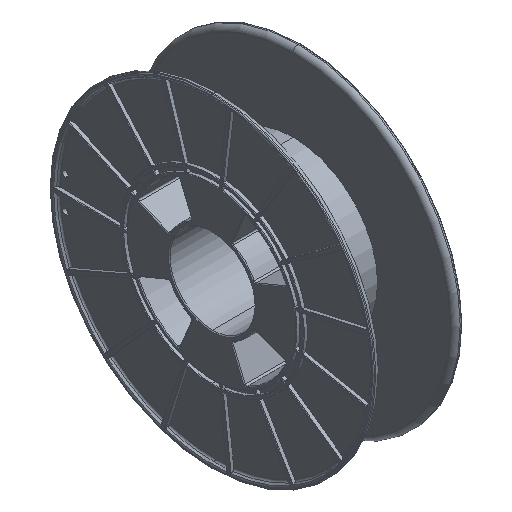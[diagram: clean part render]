
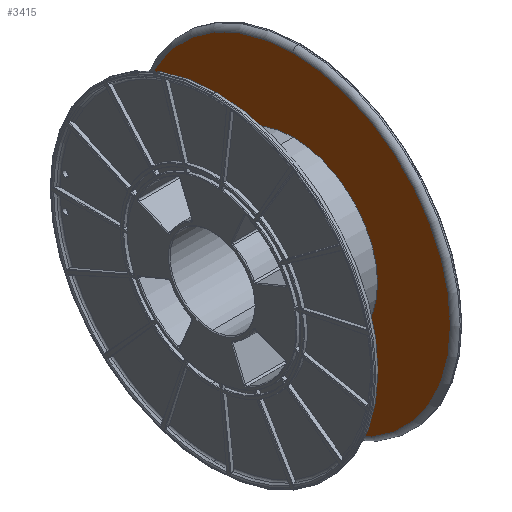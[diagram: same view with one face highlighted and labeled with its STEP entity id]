
A CAD part, isometric view. The second image highlights one B-rep face of the part: STEP entity #3415.
In plain terms, the highlighted planar face has unit normal (-1, 0, 0).
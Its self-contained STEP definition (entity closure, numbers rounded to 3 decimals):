
#13 = AXIS2_PLACEMENT_3D ( 'NONE', #18853, #8214, #20636 ) ;
#153 = CARTESIAN_POINT ( 'NONE',  ( -4.25, 0., 51.5 ) ) ;
#538 = DIRECTION ( 'NONE',  ( 0., 0., -1. ) ) ;
#569 = DIRECTION ( 'NONE',  ( -1., 0., 0. ) ) ;
#1349 = AXIS2_PLACEMENT_3D ( 'NONE', #6592, #19035, #8397 ) ;
#1386 = AXIS2_PLACEMENT_3D ( 'NONE', #5550, #17979, #7326 ) ;
#1496 = CARTESIAN_POINT ( 'NONE',  ( -4.25, 0., 96. ) ) ;
#1591 = CARTESIAN_POINT ( 'NONE',  ( -4.25, 0., -96. ) ) ;
#1637 = VERTEX_POINT ( 'NONE', #1591 ) ;
#2452 = VERTEX_POINT ( 'NONE', #15624 ) ;
#2562 = AXIS2_PLACEMENT_3D ( 'NONE', #11261, #569, #13036 ) ;
#2582 = VERTEX_POINT ( 'NONE', #153 ) ;
#3043 = ORIENTED_EDGE ( 'NONE', *, *, #21638, .F. ) ;
#3415 = ADVANCED_FACE ( 'NONE', ( #11161, #20033, #8629, #11724 ), #18799, .T. ) ;
#3428 = EDGE_CURVE ( 'NONE', #21608, #10395, #14767, .T. ) ;
#3530 = DIRECTION ( 'NONE',  ( 1., 0., 0. ) ) ;
#3686 = CARTESIAN_POINT ( 'NONE',  ( -4.25, 0., -51.5 ) ) ;
#3948 = ORIENTED_EDGE ( 'NONE', *, *, #14168, .T. ) ;
#4216 = ORIENTED_EDGE ( 'NONE', *, *, #12041, .T. ) ;
#5550 = CARTESIAN_POINT ( 'NONE',  ( -4.25, 0., 0. ) ) ;
#6592 = CARTESIAN_POINT ( 'NONE',  ( -4.25, 91.5, 10. ) ) ;
#6812 = EDGE_CURVE ( 'NONE', #21692, #2452, #16088, .T. ) ;
#6965 = CIRCLE ( 'NONE', #1349, 1.75 ) ;
#7065 = CIRCLE ( 'NONE', #19753, 51.5 ) ;
#7239 = DIRECTION ( 'NONE',  ( 1., 0., 0. ) ) ;
#7326 = DIRECTION ( 'NONE',  ( 0., 0., -1. ) ) ;
#8075 = AXIS2_PLACEMENT_3D ( 'NONE', #14183, #3530, #15964 ) ;
#8214 = DIRECTION ( 'NONE',  ( -1., 0., 0. ) ) ;
#8258 = EDGE_LOOP ( 'NONE', ( #4216, #13154 ) ) ;
#8397 = DIRECTION ( 'NONE',  ( 0., 0., 1. ) ) ;
#8404 = CIRCLE ( 'NONE', #2562, 1.75 ) ;
#8629 = FACE_BOUND ( 'NONE', #12220, .T. ) ;
#9606 = CARTESIAN_POINT ( 'NONE',  ( -4.25, 91.5, -8.25 ) ) ;
#10024 = DIRECTION ( 'NONE',  ( 1., 0., 0. ) ) ;
#10228 = AXIS2_PLACEMENT_3D ( 'NONE', #13459, #11687, #22355 ) ;
#10395 = VERTEX_POINT ( 'NONE', #21654 ) ;
#10895 = EDGE_LOOP ( 'NONE', ( #14703, #3948 ) ) ;
#11140 = AXIS2_PLACEMENT_3D ( 'NONE', #17897, #7239, #19675 ) ;
#11161 = FACE_OUTER_BOUND ( 'NONE', #16304, .T. ) ;
#11229 = DIRECTION ( 'NONE',  ( 1., 0., 0. ) ) ;
#11261 = CARTESIAN_POINT ( 'NONE',  ( -4.25, 91.5, -10. ) ) ;
#11377 = ORIENTED_EDGE ( 'NONE', *, *, #16034, .F. ) ;
#11453 = EDGE_CURVE ( 'NONE', #2582, #22255, #19587, .T. ) ;
#11457 = AXIS2_PLACEMENT_3D ( 'NONE', #20650, #10024, #22430 ) ;
#11687 = DIRECTION ( 'NONE',  ( -1., 0., 0. ) ) ;
#11724 = FACE_BOUND ( 'NONE', #10895, .T. ) ;
#12041 = EDGE_CURVE ( 'NONE', #22255, #2582, #7065, .T. ) ;
#12220 = EDGE_LOOP ( 'NONE', ( #3043, #22014 ) ) ;
#13036 = DIRECTION ( 'NONE',  ( 0., 0., 1. ) ) ;
#13118 = ORIENTED_EDGE ( 'NONE', *, *, #14474, .F. ) ;
#13154 = ORIENTED_EDGE ( 'NONE', *, *, #11453, .T. ) ;
#13459 = CARTESIAN_POINT ( 'NONE',  ( -4.25, 51.5, 0. ) ) ;
#14168 = EDGE_CURVE ( 'NONE', #10395, #21608, #6965, .T. ) ;
#14183 = CARTESIAN_POINT ( 'NONE',  ( -4.25, 0., 0. ) ) ;
#14474 = EDGE_CURVE ( 'NONE', #1637, #18959, #19748, .T. ) ;
#14703 = ORIENTED_EDGE ( 'NONE', *, *, #3428, .T. ) ;
#14767 = CIRCLE ( 'NONE', #11457, 1.75 ) ;
#14977 = CIRCLE ( 'NONE', #1386, 96. ) ;
#15624 = CARTESIAN_POINT ( 'NONE',  ( -4.25, 91.5, -11.75 ) ) ;
#15964 = DIRECTION ( 'NONE',  ( 0., 0., -1. ) ) ;
#16034 = EDGE_CURVE ( 'NONE', #18959, #1637, #14977, .T. ) ;
#16088 = CIRCLE ( 'NONE', #13, 1.75 ) ;
#16304 = EDGE_LOOP ( 'NONE', ( #13118, #11377 ) ) ;
#17897 = CARTESIAN_POINT ( 'NONE',  ( -4.25, 0., 0. ) ) ;
#17979 = DIRECTION ( 'NONE',  ( 1., 0., 0. ) ) ;
#18238 = CARTESIAN_POINT ( 'NONE',  ( -4.25, 91.5, 8.25 ) ) ;
#18799 = PLANE ( 'NONE',  #10228 ) ;
#18853 = CARTESIAN_POINT ( 'NONE',  ( -4.25, 91.5, -10. ) ) ;
#18959 = VERTEX_POINT ( 'NONE', #1496 ) ;
#19035 = DIRECTION ( 'NONE',  ( 1., 0., 0. ) ) ;
#19587 = CIRCLE ( 'NONE', #11140, 51.5 ) ;
#19675 = DIRECTION ( 'NONE',  ( 0., 0., -1. ) ) ;
#19748 = CIRCLE ( 'NONE', #8075, 96. ) ;
#19753 = AXIS2_PLACEMENT_3D ( 'NONE', #21836, #11229, #538 ) ;
#20033 = FACE_BOUND ( 'NONE', #8258, .T. ) ;
#20636 = DIRECTION ( 'NONE',  ( 0., 0., 1. ) ) ;
#20650 = CARTESIAN_POINT ( 'NONE',  ( -4.25, 91.5, 10. ) ) ;
#21608 = VERTEX_POINT ( 'NONE', #18238 ) ;
#21638 = EDGE_CURVE ( 'NONE', #2452, #21692, #8404, .T. ) ;
#21654 = CARTESIAN_POINT ( 'NONE',  ( -4.25, 91.5, 11.75 ) ) ;
#21692 = VERTEX_POINT ( 'NONE', #9606 ) ;
#21836 = CARTESIAN_POINT ( 'NONE',  ( -4.25, 0., 0. ) ) ;
#22014 = ORIENTED_EDGE ( 'NONE', *, *, #6812, .F. ) ;
#22255 = VERTEX_POINT ( 'NONE', #3686 ) ;
#22355 = DIRECTION ( 'NONE',  ( 0., 0., 1. ) ) ;
#22430 = DIRECTION ( 'NONE',  ( 0., 0., 1. ) ) ;
